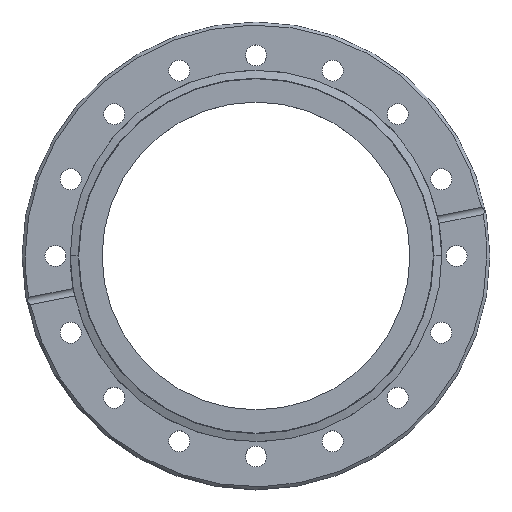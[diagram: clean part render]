
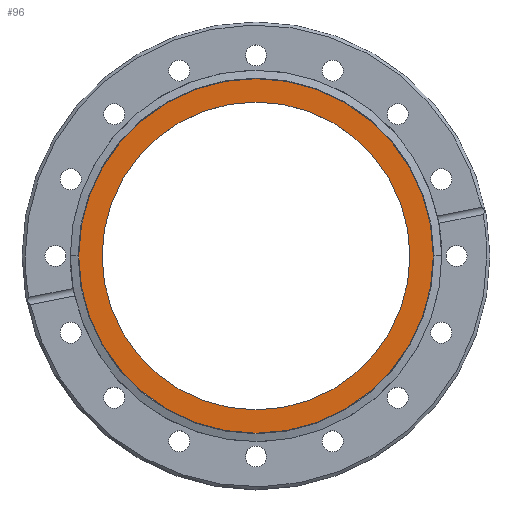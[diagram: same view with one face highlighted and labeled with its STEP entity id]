
A CAD part, top view. The second image highlights one B-rep face of the part: STEP entity #96.
In plain terms, the highlighted planar face has unit normal (0, 0, 1).
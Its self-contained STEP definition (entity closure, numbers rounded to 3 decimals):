
#30 = CARTESIAN_POINT ( 'NONE',  ( 57.598, 0., -1.2 ) ) ;
#62 = CIRCLE ( 'NONE', #3082, 57.598 ) ;
#78 = EDGE_CURVE ( 'NONE', #2348, #1218, #62, .T. ) ;
#96 = ADVANCED_FACE ( 'NONE', ( #2472, #2514 ), #2869, .F. ) ;
#188 = DIRECTION ( 'NONE',  ( 0., 0., -1. ) ) ;
#230 = AXIS2_PLACEMENT_3D ( 'NONE', #518, #547, #560 ) ;
#251 = DIRECTION ( 'NONE',  ( -1., 0., 0. ) ) ;
#261 = DIRECTION ( 'NONE',  ( 0., 0., -1. ) ) ;
#276 = CARTESIAN_POINT ( 'NONE',  ( 0., 0., -1.2 ) ) ;
#361 = EDGE_LOOP ( 'NONE', ( #2283, #1305 ) ) ;
#401 = DIRECTION ( 'NONE',  ( -1., 0., 0. ) ) ;
#518 = CARTESIAN_POINT ( 'NONE',  ( 0., 0., -1.2 ) ) ;
#547 = DIRECTION ( 'NONE',  ( 0., 0., -1. ) ) ;
#560 = DIRECTION ( 'NONE',  ( -1., 0., 0. ) ) ;
#792 = CARTESIAN_POINT ( 'NONE',  ( 0., 0., -1.2 ) ) ;
#1060 = DIRECTION ( 'NONE',  ( -1., 0., 0. ) ) ;
#1094 = CIRCLE ( 'NONE', #1783, 57.598 ) ;
#1146 = VERTEX_POINT ( 'NONE', #1977 ) ;
#1218 = VERTEX_POINT ( 'NONE', #30 ) ;
#1305 = ORIENTED_EDGE ( 'NONE', *, *, #3318, .T. ) ;
#1474 = CIRCLE ( 'NONE', #1691, 50. ) ;
#1576 = EDGE_CURVE ( 'NONE', #1146, #3270, #2138, .T. ) ;
#1586 = CARTESIAN_POINT ( 'NONE',  ( 50., 0., -1.2 ) ) ;
#1688 = ORIENTED_EDGE ( 'NONE', *, *, #78, .F. ) ;
#1691 = AXIS2_PLACEMENT_3D ( 'NONE', #792, #2698, #1060 ) ;
#1783 = AXIS2_PLACEMENT_3D ( 'NONE', #2668, #2676, #2684 ) ;
#1855 = ORIENTED_EDGE ( 'NONE', *, *, #1864, .F. ) ;
#1864 = EDGE_CURVE ( 'NONE', #1218, #2348, #1094, .T. ) ;
#1977 = CARTESIAN_POINT ( 'NONE',  ( -50., 0., -1.2 ) ) ;
#2030 = CARTESIAN_POINT ( 'NONE',  ( -57.598, 0., -1.2 ) ) ;
#2058 = EDGE_LOOP ( 'NONE', ( #1855, #1688 ) ) ;
#2138 = CIRCLE ( 'NONE', #230, 50. ) ;
#2283 = ORIENTED_EDGE ( 'NONE', *, *, #1576, .T. ) ;
#2348 = VERTEX_POINT ( 'NONE', #2030 ) ;
#2472 = FACE_OUTER_BOUND ( 'NONE', #2058, .T. ) ;
#2482 = CARTESIAN_POINT ( 'NONE',  ( 57.598, 0., -1.2 ) ) ;
#2514 = FACE_BOUND ( 'NONE', #361, .T. ) ;
#2668 = CARTESIAN_POINT ( 'NONE',  ( 0., 0., -1.2 ) ) ;
#2676 = DIRECTION ( 'NONE',  ( 0., 0., -1. ) ) ;
#2684 = DIRECTION ( 'NONE',  ( -1., 0., 0. ) ) ;
#2698 = DIRECTION ( 'NONE',  ( 0., 0., -1. ) ) ;
#2869 = PLANE ( 'NONE',  #3016 ) ;
#3016 = AXIS2_PLACEMENT_3D ( 'NONE', #2482, #188, #401 ) ;
#3082 = AXIS2_PLACEMENT_3D ( 'NONE', #276, #261, #251 ) ;
#3270 = VERTEX_POINT ( 'NONE', #1586 ) ;
#3318 = EDGE_CURVE ( 'NONE', #3270, #1146, #1474, .T. ) ;
